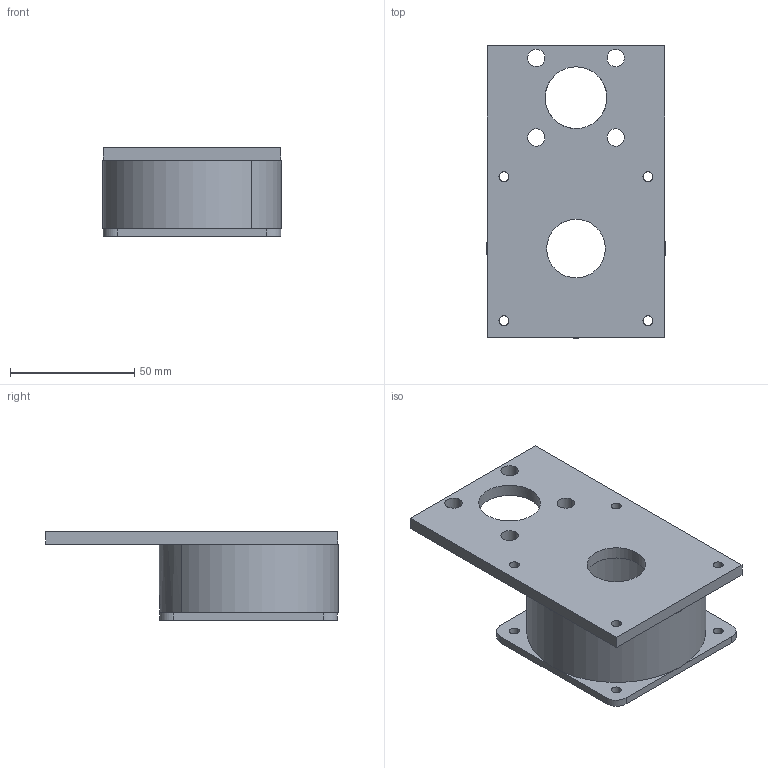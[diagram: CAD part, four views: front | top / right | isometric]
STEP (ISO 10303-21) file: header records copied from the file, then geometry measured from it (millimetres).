
FILE_DESCRIPTION(/* description */ (''),/* implementation_level */ '2;1');
FILE_NAME(/* name */ 'part2-bottom',/* time_stamp */ '2024-10-28T23:38:39+00:00',/* author */ (''),/* organization */ (''),/* preprocessor_version */ 'ST-DEVELOPER v16.5',/* originating_system */ 'Rhino 7.28',/* authorisation */ '');
FILE_SCHEMA (('CONFIG_CONTROL_DESIGN'));
Length unit declared in the file: centimetre
Products named in the file (1): Document
Bounding box: 72.08 x 117.7 x 35.68 mm (x, y, z)
Volume: 110079.1 mm3; surface area: 40963 mm2
Topology: 3 solids, 3 shells, 54 faces, 147 edges, 98 vertices
Faces by surface type: cylinder 40, plane 14
Entity records: 1775 total; most frequent: CARTESIAN_POINT 705, ORIENTED_EDGE 294, EDGE_CURVE 147, VERTEX_POINT 98, EDGE_LOOP 85, DIRECTION 58, AXIS2_PLACEMENT_3D 56, ADVANCED_FACE 54
